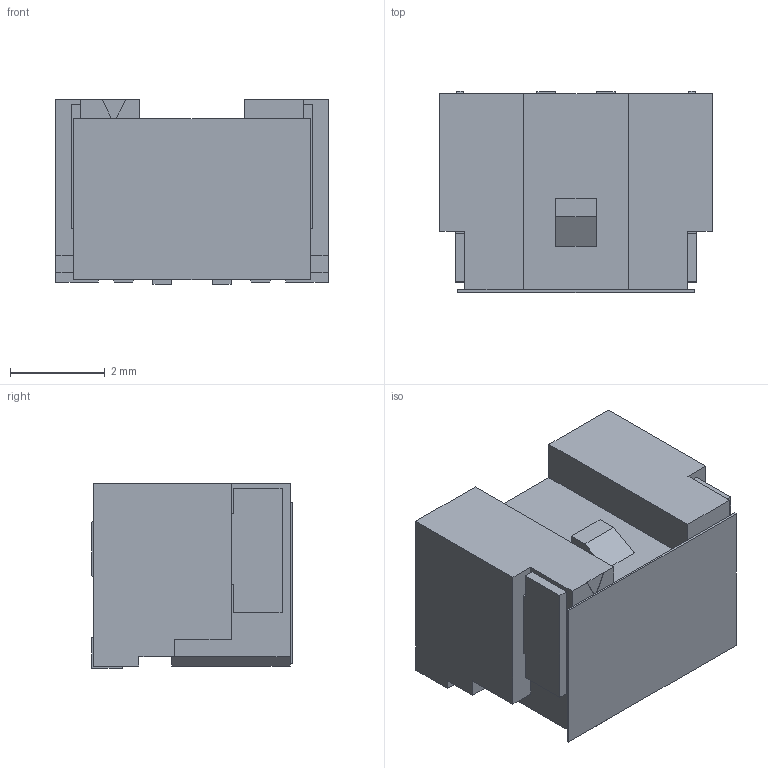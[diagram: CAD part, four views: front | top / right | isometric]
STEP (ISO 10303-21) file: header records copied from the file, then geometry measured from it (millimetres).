
FILE_DESCRIPTION(/* description */ (''),/* implementation_level */ '2;1');
FILE_NAME(/* name */ '5055680281wbm000_01_214.stp',/* time_stamp */ '2024-04-19T08:12:31+06:00',/* author */ (''),/* organization */ (''),/* preprocessor_version */ 'ST-DEVELOPER v16.7',/* originating_system */ 'SIEMENS PLM Software NX 1919',/* authorisation */ '');
FILE_SCHEMA (('AUTOMOTIVE_DESIGN { 1 0 10303 214 3 1 1 1 }'));
Length unit declared in the file: millimetre
Products named in the file (1): 5055680281wbm000_01
Bounding box: 5.75 x 4.24 x 3.9 mm (x, y, z)
Volume: 58.2 mm3; surface area: 210.2 mm2
Topology: 2 solids, 2 shells, 125 faces, 345 edges, 230 vertices
Faces by surface type: plane 119, cylinder 6
Entity records: 3941 total; most frequent: CARTESIAN_POINT 701, ORIENTED_EDGE 690, DIRECTION 609, EDGE_CURVE 345, LINE 333, VECTOR 333, VERTEX_POINT 230, AXIS2_PLACEMENT_3D 138
